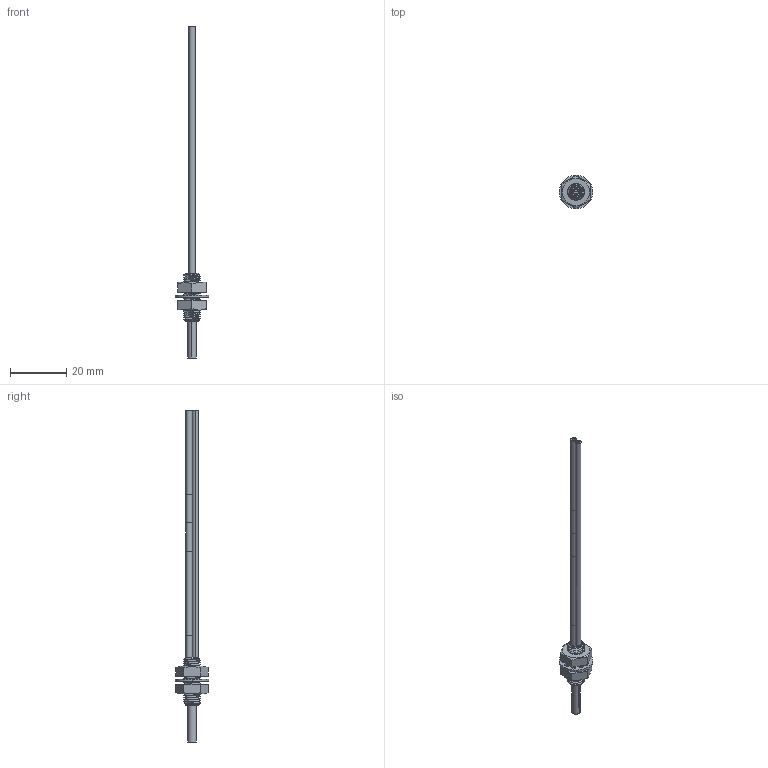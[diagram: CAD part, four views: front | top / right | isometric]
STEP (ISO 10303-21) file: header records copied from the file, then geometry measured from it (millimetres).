
FILE_DESCRIPTION((''),'2;1');
FILE_NAME('192753_ASM','2016-02-09T',('pdmadmin'),(''),'PRO/ENGINEER BY PARAMETRIC TECHNOLOGY CORPORATION, 2013230','PRO/ENGINEER BY PARAMETRIC TECHNOLOGY CORPORATION, 2013230','');
FILE_SCHEMA(('CONFIG_CONTROL_DESIGN'));
Length unit declared in the file: inch
Products named in the file (9): 13958; 10143; 10140; 08395; 08398_M6X0_75_HEX_JAM_NUT_SS_; 51790; FIBER_CORE16X010_-25_1X_040; 51790_ASM; 192753_ASM
Assembly tree (10 placements, depth 3):
  192753_ASM
    51790_ASM
      13958
      10143
      10140  x2
      08395
      08398_M6X0_75_HEX_JAM_NUT_SS_  x2
      51790
      FIBER_CORE16X010_-25_1X_040
Bounding box: 11.92 x 11.92 x 117.67 mm (x, y, z)
Volume: 1290.8 mm3; surface area: 5654.1 mm2
Topology: 32 solids, 34 shells, 402 faces, 910 edges, 579 vertices
Faces by surface type: cylinder 187, plane 125, cone 66, bspline 24
Entity records: 16472 total; most frequent: CARTESIAN_POINT 8314, DIRECTION 1724, ORIENTED_EDGE 1596, EDGE_CURVE 800, AXIS2_PLACEMENT_3D 690, VERTEX_POINT 517, EDGE_LOOP 371, FACE_OUTER_BOUND 350
